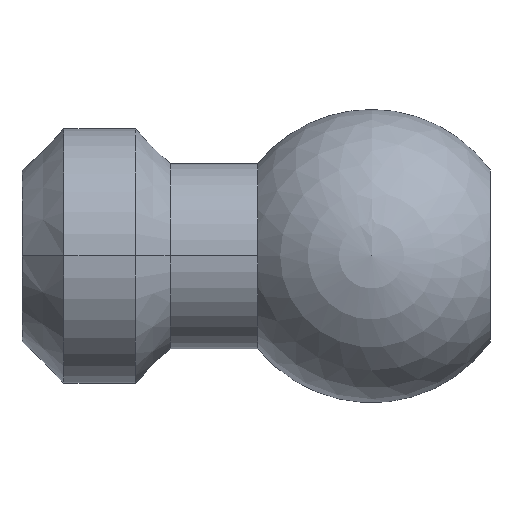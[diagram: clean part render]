
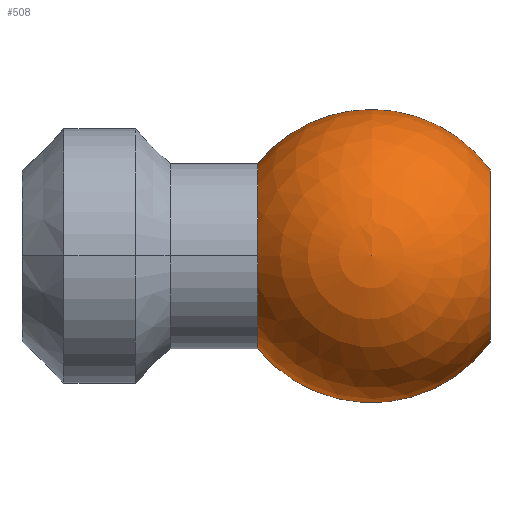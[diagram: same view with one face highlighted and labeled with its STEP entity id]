
A CAD part, top view. The second image highlights one B-rep face of the part: STEP entity #508.
In plain terms, the highlighted spherical face has radius 6.287 mm.
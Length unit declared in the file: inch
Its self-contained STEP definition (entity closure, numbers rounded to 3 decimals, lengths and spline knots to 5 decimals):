
#22 = CARTESIAN_POINT ( 'NONE',  ( -0.02123, 0., 0. ) ) ;
#25 = CIRCLE ( 'NONE', #669, 0.1565 ) ;
#42 = DIRECTION ( 'NONE',  ( -1., 0., 0. ) ) ;
#70 = CARTESIAN_POINT ( 'NONE',  ( -0.21297, 0.1565, 0. ) ) ;
#96 = CARTESIAN_POINT ( 'NONE',  ( -0.21297, 0., 0. ) ) ;
#99 = CARTESIAN_POINT ( 'NONE',  ( -0.02123, 0., 0. ) ) ;
#104 = DIRECTION ( 'NONE',  ( 0., 0., -1. ) ) ;
#118 = CIRCLE ( 'NONE', #315, 0.2475 ) ;
#132 = DIRECTION ( 'NONE',  ( 1., 0., 0. ) ) ;
#145 = VERTEX_POINT ( 'NONE', #366 ) ;
#147 = EDGE_CURVE ( 'NONE', #155, #704, #25, .T. ) ;
#155 = VERTEX_POINT ( 'NONE', #309 ) ;
#158 = DIRECTION ( 'NONE',  ( -1., 0., 0. ) ) ;
#183 = AXIS2_PLACEMENT_3D ( 'NONE', #99, #362, #314 ) ;
#193 = EDGE_CURVE ( 'NONE', #145, #155, #503, .T. ) ;
#212 = ORIENTED_EDGE ( 'NONE', *, *, #591, .F. ) ;
#214 = VERTEX_POINT ( 'NONE', #70 ) ;
#228 = CIRCLE ( 'NONE', #631, 0.1458 ) ;
#241 = ORIENTED_EDGE ( 'NONE', *, *, #193, .F. ) ;
#253 = CARTESIAN_POINT ( 'NONE',  ( -0.21297, 0., 0. ) ) ;
#256 = DIRECTION ( 'NONE',  ( 0., 0., 1. ) ) ;
#259 = DIRECTION ( 'NONE',  ( -1., 0., 0. ) ) ;
#270 = ORIENTED_EDGE ( 'NONE', *, *, #397, .T. ) ;
#288 = AXIS2_PLACEMENT_3D ( 'NONE', #96, #42, #256 ) ;
#307 = VERTEX_POINT ( 'NONE', #438 ) ;
#309 = CARTESIAN_POINT ( 'NONE',  ( -0.21297, -0.1565, 0. ) ) ;
#312 = DIRECTION ( 'NONE',  ( 0., 0., 1. ) ) ;
#314 = DIRECTION ( 'NONE',  ( 0., 1., 0. ) ) ;
#315 = AXIS2_PLACEMENT_3D ( 'NONE', #22, #335, #132 ) ;
#335 = DIRECTION ( 'NONE',  ( 0., 0., 1. ) ) ;
#344 = FACE_OUTER_BOUND ( 'NONE', #696, .T. ) ;
#359 = CIRCLE ( 'NONE', #288, 0.1565 ) ;
#362 = DIRECTION ( 'NONE',  ( 0., 0., -1. ) ) ;
#366 = CARTESIAN_POINT ( 'NONE',  ( 0.17877, -0.1458, 0. ) ) ;
#397 = EDGE_CURVE ( 'NONE', #307, #214, #118, .T. ) ;
#438 = CARTESIAN_POINT ( 'NONE',  ( 0.17877, 0.1458, 0. ) ) ;
#473 = DIRECTION ( 'NONE',  ( 0., 0., 1. ) ) ;
#500 = ORIENTED_EDGE ( 'NONE', *, *, #633, .T. ) ;
#503 = CIRCLE ( 'NONE', #687, 0.2475 ) ;
#508 = ADVANCED_FACE ( 'NONE', ( #344 ), #648, .T. ) ;
#527 = ORIENTED_EDGE ( 'NONE', *, *, #147, .F. ) ;
#543 = DIRECTION ( 'NONE',  ( 0., 1., 0. ) ) ;
#584 = CARTESIAN_POINT ( 'NONE',  ( 0.17877, 0., 0. ) ) ;
#591 = EDGE_CURVE ( 'NONE', #704, #214, #359, .T. ) ;
#594 = CARTESIAN_POINT ( 'NONE',  ( -0.02123, 0., 0. ) ) ;
#619 = CARTESIAN_POINT ( 'NONE',  ( -0.21297, 0., 0.1565 ) ) ;
#631 = AXIS2_PLACEMENT_3D ( 'NONE', #584, #259, #473 ) ;
#633 = EDGE_CURVE ( 'NONE', #145, #307, #228, .T. ) ;
#648 = SPHERICAL_SURFACE ( 'NONE', #183, 0.2475 ) ;
#669 = AXIS2_PLACEMENT_3D ( 'NONE', #253, #158, #312 ) ;
#687 = AXIS2_PLACEMENT_3D ( 'NONE', #594, #104, #543 ) ;
#696 = EDGE_LOOP ( 'NONE', ( #241, #500, #270, #212, #527 ) ) ;
#704 = VERTEX_POINT ( 'NONE', #619 ) ;
